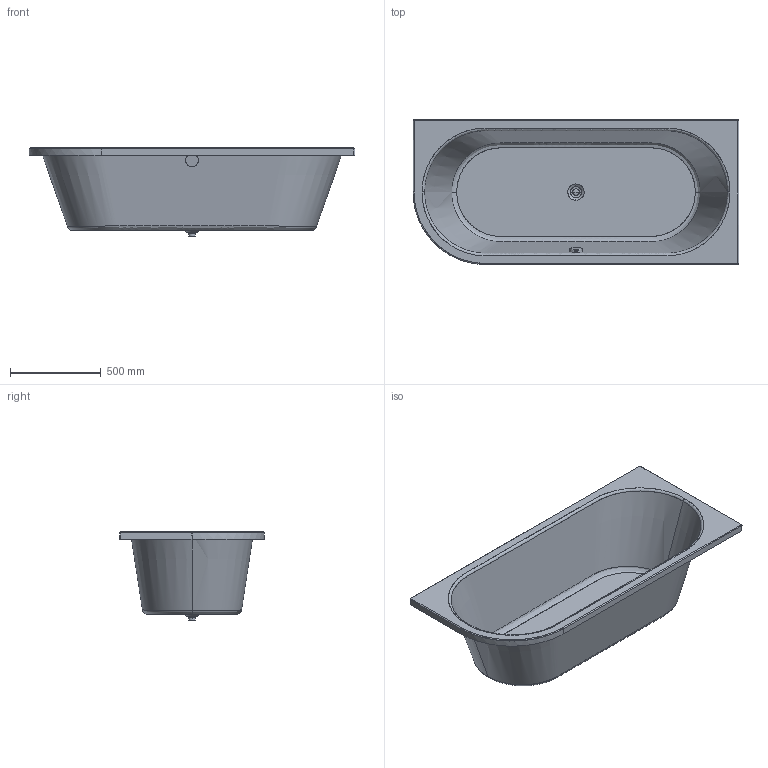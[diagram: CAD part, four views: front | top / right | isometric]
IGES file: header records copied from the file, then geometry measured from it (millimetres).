
Global section: file name: 37Hcoma_P.igs; native system: Rhinoceros ( Aug 10 2015 ); preprocessor: Trout Lake IGES 012 Aug 10 2015; date: 161129.084504; units: millimetre
Bounding box: 1800 x 800 x 486.2 mm (x, y, z)
Surface area: 5875946.4 mm2 (no closed solid volume)
Topology: 0 solids, 0 shells, 75 faces, 8997 edges, 8979 vertices
Faces by surface type: bspline 75
